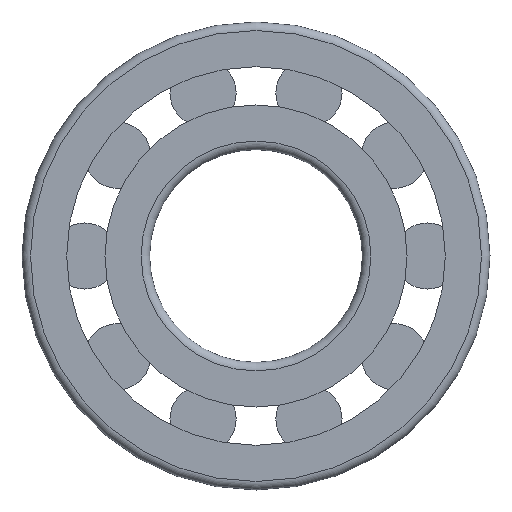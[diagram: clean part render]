
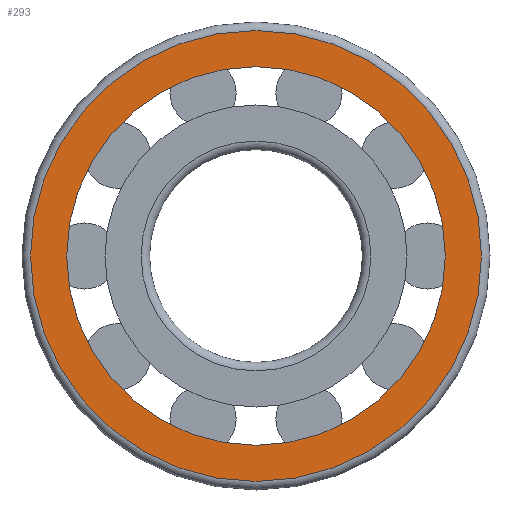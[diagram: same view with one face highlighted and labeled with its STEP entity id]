
A CAD part, left-side view. The second image highlights one B-rep face of the part: STEP entity #293.
In plain terms, the highlighted planar face has unit normal (-1, 0, 0).
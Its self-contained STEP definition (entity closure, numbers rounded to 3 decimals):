
#105=ORIENTED_EDGE('',*,*,#138,.T.);
#106=ORIENTED_EDGE('',*,*,#136,.F.);
#136=EDGE_CURVE('',#157,#157,#178,.T.);
#138=EDGE_CURVE('',#159,#159,#180,.T.);
#157=VERTEX_POINT('',#540);
#159=VERTEX_POINT('',#545);
#178=CIRCLE('',#362,53.);
#180=CIRCLE('',#365,44.5);
#210=EDGE_LOOP('',(#105));
#211=EDGE_LOOP('',(#106));
#252=FACE_BOUND('',#210,.T.);
#253=FACE_BOUND('',#211,.T.);
#277=PLANE('',#364);
#293=ADVANCED_FACE('',(#252,#253),#277,.T.);
#362=AXIS2_PLACEMENT_3D('',#539,#439,#440);
#364=AXIS2_PLACEMENT_3D('',#543,#443,#444);
#365=AXIS2_PLACEMENT_3D('',#544,#445,#446);
#439=DIRECTION('',(1.,0.,0.));
#440=DIRECTION('',(0.,0.,-1.));
#443=DIRECTION('',(-1.,0.,0.));
#444=DIRECTION('',(0.,0.,1.));
#445=DIRECTION('',(1.,0.,0.));
#446=DIRECTION('',(0.,0.,-1.));
#539=CARTESIAN_POINT('',(0.,0.,0.));
#540=CARTESIAN_POINT('',(0.,0.,-53.));
#543=CARTESIAN_POINT('',(0.,53.,0.));
#544=CARTESIAN_POINT('',(0.,0.,0.));
#545=CARTESIAN_POINT('',(0.,0.,-44.5));
